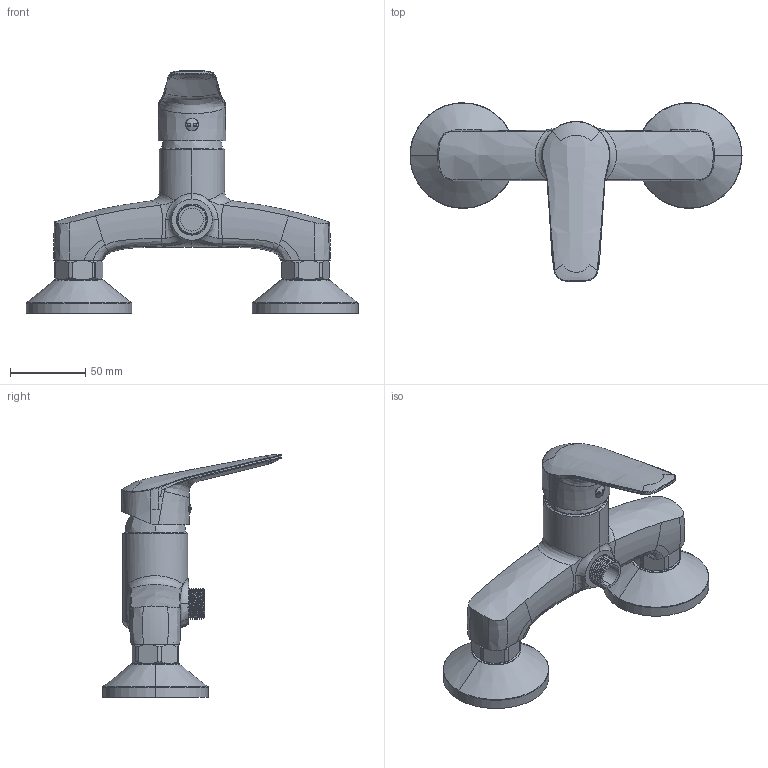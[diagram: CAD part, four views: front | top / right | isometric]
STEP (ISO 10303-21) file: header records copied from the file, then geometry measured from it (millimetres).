
FILE_DESCRIPTION (( 'STEP AP214' ), '1' );
FILE_NAME ('BMO_X40M - S.STEP', '2022-03-29T09:28:38', ( '' ), ( '' ), 'SwSTEP 2.0', 'SolidWorks 2018', '' );
FILE_SCHEMA (( 'AUTOMOTIVE_DESIGN' ));
Length unit declared in the file: millimetre
Products named in the file (1): BMO_X40M - S
Bounding box: 220 x 118.57 x 161.01 mm (x, y, z)
Volume: 233203.3 mm3; surface area: 89480.8 mm2
Topology: 5 solids, 5 shells, 307 faces, 851 edges, 563 vertices
Faces by surface type: bspline 179, cylinder 47, cone 39, plane 38, torus 4
Entity records: 224520 total; most frequent: CARTESIAN_POINT 214922, ORIENTED_EDGE 1702, EDGE_CURVE 851, DIRECTION 655, B_SPLINE_CURVE_WITH_KNOTS 588, VERTEX_POINT 563, EDGE_LOOP 320, UNCERTAINTY_MEASURE_WITH_UNIT 310
